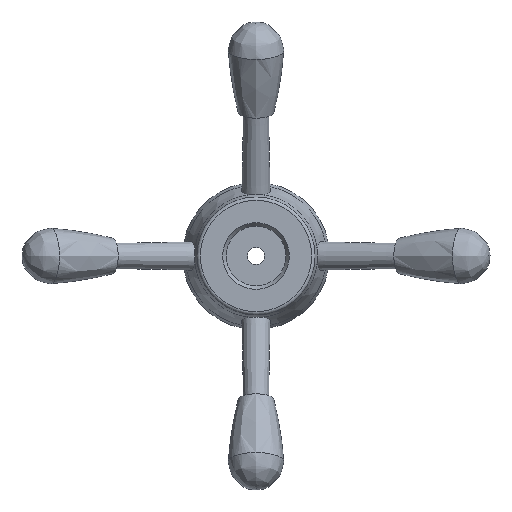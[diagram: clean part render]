
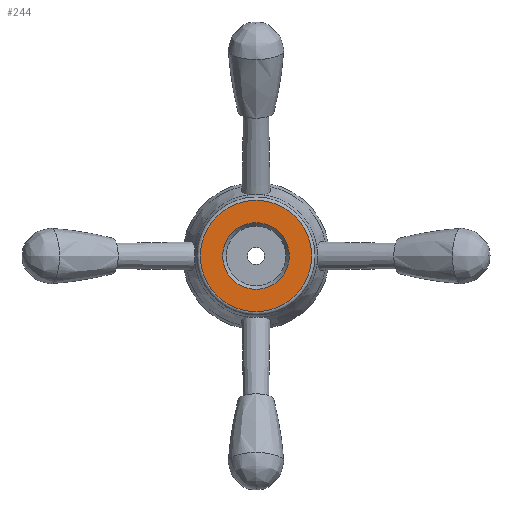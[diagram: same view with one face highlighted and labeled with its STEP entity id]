
A CAD part, left-side view. The second image highlights one B-rep face of the part: STEP entity #244.
In plain terms, the highlighted planar face has unit normal (-1, 0, 0).
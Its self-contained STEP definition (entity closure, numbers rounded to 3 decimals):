
#185=PLANE('',#988);
#197=FACE_BOUND('',#373,.T.);
#244=ADVANCED_FACE('',(#324,#197),#185,.F.);
#324=FACE_OUTER_BOUND('',#372,.T.);
#372=EDGE_LOOP('',(#517));
#373=EDGE_LOOP('',(#518));
#517=ORIENTED_EDGE('',*,*,#834,.F.);
#518=ORIENTED_EDGE('',*,*,#835,.F.);
#745=VERTEX_POINT('',#1361);
#746=VERTEX_POINT('',#1363);
#834=EDGE_CURVE('',#745,#745,#943,.T.);
#835=EDGE_CURVE('',#746,#746,#944,.T.);
#943=CIRCLE('',#986,32.594);
#944=CIRCLE('',#987,19.5);
#986=AXIS2_PLACEMENT_3D('',#1360,#1088,#1089);
#987=AXIS2_PLACEMENT_3D('',#1362,#1090,#1091);
#988=AXIS2_PLACEMENT_3D('',#1364,#1092,#1093);
#1088=DIRECTION('',(1.,0.,0.));
#1089=DIRECTION('',(0.,0.,-1.));
#1090=DIRECTION('',(-1.,0.,0.));
#1091=DIRECTION('',(0.,0.,1.));
#1092=DIRECTION('',(1.,0.,0.));
#1093=DIRECTION('',(0.,0.,-1.));
#1360=CARTESIAN_POINT('',(564.,503.5,0.));
#1361=CARTESIAN_POINT('',(564.,503.5,-32.594));
#1362=CARTESIAN_POINT('',(564.,503.5,0.));
#1363=CARTESIAN_POINT('',(564.,503.5,19.5));
#1364=CARTESIAN_POINT('',(564.,523.,0.));
